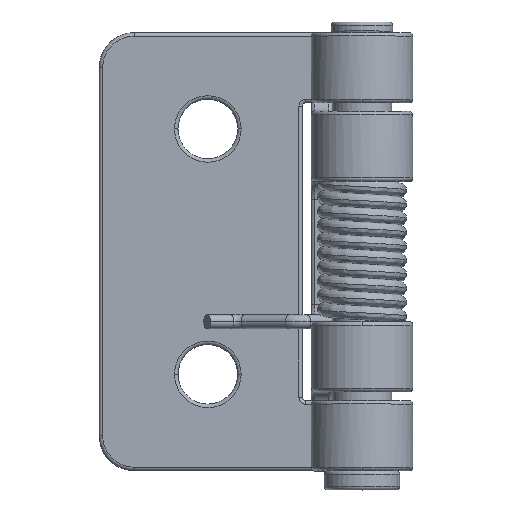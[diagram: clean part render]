
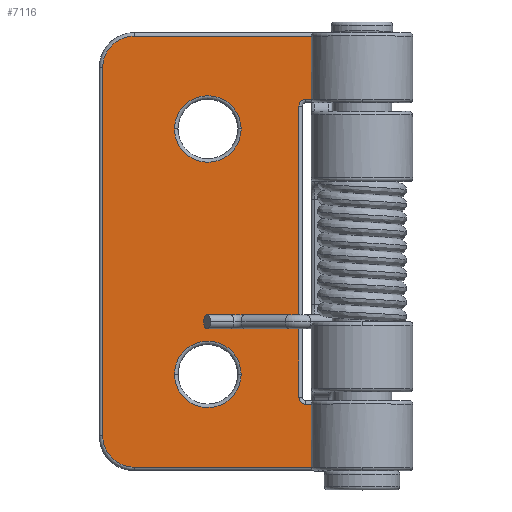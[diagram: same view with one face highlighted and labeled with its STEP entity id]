
A CAD part, top view. The second image highlights one B-rep face of the part: STEP entity #7116.
In plain terms, the highlighted planar face has unit normal (0, 0, 1).
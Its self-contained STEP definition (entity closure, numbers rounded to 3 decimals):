
#194 = VERTEX_POINT ( 'NONE', #8541 ) ;
#203 = VERTEX_POINT ( 'NONE', #8532 ) ;
#209 = EDGE_CURVE ( 'NONE', #194, #203, #8517, .T. ) ;
#293 = EDGE_CURVE ( 'NONE', #7105, #6747, #8676, .T. ) ;
#302 = EDGE_LOOP ( 'NONE', ( #7117, #7132 ) ) ;
#309 = EDGE_LOOP ( 'NONE', ( #7120, #7118 ) ) ;
#2690 = DIRECTION ( 'NONE',  ( 0., -1., 0. ) ) ;
#2691 = VECTOR ( 'NONE', #2690, 1000. ) ;
#3660 = CARTESIAN_POINT ( 'NONE',  ( -8.75, 10.5, 1.2 ) ) ;
#4214 = DIRECTION ( 'NONE',  ( -1., 0., 0. ) ) ;
#4216 = CARTESIAN_POINT ( 'NONE',  ( 6.05, 12.5, 1.2 ) ) ;
#4217 = LINE ( 'NONE', #4216, #2691 ) ;
#4220 = CARTESIAN_POINT ( 'NONE',  ( 0., -8.7, 1.2 ) ) ;
#4221 = LINE ( 'NONE', #4220, #4231 ) ;
#4222 = CARTESIAN_POINT ( 'NONE',  ( 6.05, -12.3, 1.2 ) ) ;
#4231 = VECTOR ( 'NONE', #4214, 1000. ) ;
#4244 = FACE_BOUND ( 'NONE', #302, .T. ) ;
#4245 = DIRECTION ( 'NONE',  ( 0., -1., 0. ) ) ;
#4246 = VECTOR ( 'NONE', #4245, 1000. ) ;
#4247 = CARTESIAN_POINT ( 'NONE',  ( -6.95, -10.5, 1.2 ) ) ;
#4253 = CARTESIAN_POINT ( 'NONE',  ( -8.75, 12.5, 1.2 ) ) ;
#4254 = CARTESIAN_POINT ( 'NONE',  ( 0., 12.5, 1.2 ) ) ;
#4255 = LINE ( 'NONE', #4253, #4246 ) ;
#4256 = CARTESIAN_POINT ( 'NONE',  ( -8.75, -10.5, 1.2 ) ) ;
#4257 = DIRECTION ( 'NONE',  ( 0., 1., 0. ) ) ;
#4258 = VECTOR ( 'NONE', #4257, 1000. ) ;
#4259 = CARTESIAN_POINT ( 'NONE',  ( 2.45, 12.5, 1.2 ) ) ;
#4260 = LINE ( 'NONE', #4259, #4258 ) ;
#4261 = CARTESIAN_POINT ( 'NONE',  ( -6.95, 12.3, 1.2 ) ) ;
#4262 = CARTESIAN_POINT ( 'NONE',  ( 2.45, -8.3, 1.2 ) ) ;
#4263 = CIRCLE ( 'NONE', #4271, 1.8 ) ;
#4264 = DIRECTION ( 'NONE',  ( -1., 0., 0. ) ) ;
#4265 = DIRECTION ( 'NONE',  ( 0., 0., 1. ) ) ;
#4266 = CARTESIAN_POINT ( 'NONE',  ( 2.85, -8.3, 1.2 ) ) ;
#4267 = AXIS2_PLACEMENT_3D ( 'NONE', #4266, #4265, #4264 ) ;
#4268 = CIRCLE ( 'NONE', #4267, 0.4 ) ;
#4269 = CARTESIAN_POINT ( 'NONE',  ( 2.85, -8.7, 1.2 ) ) ;
#4270 = CARTESIAN_POINT ( 'NONE',  ( 2.85, 8.7, 1.2 ) ) ;
#4271 = AXIS2_PLACEMENT_3D ( 'NONE', #4247, #4307, #4306 ) ;
#4272 = CARTESIAN_POINT ( 'NONE',  ( 2.45, 8.3, 1.2 ) ) ;
#4277 = CARTESIAN_POINT ( 'NONE',  ( -2.75, 7., 1.2 ) ) ;
#4289 = DIRECTION ( 'NONE',  ( -1., 0., 0. ) ) ;
#4290 = DIRECTION ( 'NONE',  ( 0., 0., -1. ) ) ;
#4291 = CARTESIAN_POINT ( 'NONE',  ( -2.75, -7., 1.2 ) ) ;
#4292 = AXIS2_PLACEMENT_3D ( 'NONE', #4291, #4290, #4289 ) ;
#4295 = DIRECTION ( 'NONE',  ( -1., 0., 0. ) ) ;
#4296 = DIRECTION ( 'NONE',  ( 0., 0., -1. ) ) ;
#4297 = CARTESIAN_POINT ( 'NONE',  ( -6.95, -12.3, 1.2 ) ) ;
#4299 = CIRCLE ( 'NONE', #4292, 1.9 ) ;
#4300 = PLANE ( 'NONE',  #4309 ) ;
#4301 = FACE_BOUND ( 'NONE', #309, .T. ) ;
#4302 = DIRECTION ( 'NONE',  ( -1., 0., 0. ) ) ;
#4303 = VECTOR ( 'NONE', #4302, 1000. ) ;
#4304 = CARTESIAN_POINT ( 'NONE',  ( 0., 12.3, 1.2 ) ) ;
#4305 = LINE ( 'NONE', #4304, #4303 ) ;
#4306 = DIRECTION ( 'NONE',  ( -1., 0., 0. ) ) ;
#4307 = DIRECTION ( 'NONE',  ( 0., 0., 1. ) ) ;
#4309 = AXIS2_PLACEMENT_3D ( 'NONE', #4254, #4296, #4295 ) ;
#4310 = FACE_OUTER_BOUND ( 'NONE', #7122, .T. ) ;
#4329 = DIRECTION ( 'NONE',  ( -1., 0., 0. ) ) ;
#4331 = DIRECTION ( 'NONE',  ( 0., 0., -1. ) ) ;
#4332 = AXIS2_PLACEMENT_3D ( 'NONE', #4277, #4331, #4329 ) ;
#4333 = CIRCLE ( 'NONE', #4332, 1.9 ) ;
#4342 = CARTESIAN_POINT ( 'NONE',  ( 2.85, 8.3, 1.2 ) ) ;
#4344 = DIRECTION ( 'NONE',  ( 1., 0., 0. ) ) ;
#4345 = CARTESIAN_POINT ( 'NONE',  ( 0., 8.7, 1.2 ) ) ;
#4356 = CIRCLE ( 'NONE', #4412, 0.4 ) ;
#4360 = LINE ( 'NONE', #4345, #4407 ) ;
#4386 = DIRECTION ( 'NONE',  ( 1., 0., 0. ) ) ;
#4387 = VECTOR ( 'NONE', #4386, 1000. ) ;
#4390 = CARTESIAN_POINT ( 'NONE',  ( 6.05, -8.7, 1.2 ) ) ;
#4396 = CARTESIAN_POINT ( 'NONE',  ( 0., -12.3, 1.2 ) ) ;
#4397 = LINE ( 'NONE', #4396, #4387 ) ;
#4407 = VECTOR ( 'NONE', #4344, 1000. ) ;
#4410 = DIRECTION ( 'NONE',  ( -1., 0., 0. ) ) ;
#4411 = DIRECTION ( 'NONE',  ( 0., 0., 1. ) ) ;
#4412 = AXIS2_PLACEMENT_3D ( 'NONE', #4342, #4411, #4410 ) ;
#5582 = CIRCLE ( 'NONE', #5590, 1.9 ) ;
#5583 = CARTESIAN_POINT ( 'NONE',  ( -2.75, 7., 1.2 ) ) ;
#5590 = AXIS2_PLACEMENT_3D ( 'NONE', #5583, #5639, #5638 ) ;
#5611 = CIRCLE ( 'NONE', #5670, 1.9 ) ;
#5618 = CARTESIAN_POINT ( 'NONE',  ( -4.65, 7., 1.2 ) ) ;
#5638 = DIRECTION ( 'NONE',  ( -1., 0., 0. ) ) ;
#5639 = DIRECTION ( 'NONE',  ( 0., 0., -1. ) ) ;
#5667 = DIRECTION ( 'NONE',  ( -1., 0., 0. ) ) ;
#5668 = DIRECTION ( 'NONE',  ( 0., 0., -1. ) ) ;
#5669 = CARTESIAN_POINT ( 'NONE',  ( -2.75, -7., 1.2 ) ) ;
#5670 = AXIS2_PLACEMENT_3D ( 'NONE', #5669, #5668, #5667 ) ;
#5671 = CARTESIAN_POINT ( 'NONE',  ( -4.65, -7., 1.2 ) ) ;
#5672 = CARTESIAN_POINT ( 'NONE',  ( -0.85, -7., 1.2 ) ) ;
#5724 = CARTESIAN_POINT ( 'NONE',  ( -0.85, 7., 1.2 ) ) ;
#6747 = VERTEX_POINT ( 'NONE', #3660 ) ;
#6763 = ORIENTED_EDGE ( 'NONE', *, *, #7112, .T. ) ;
#6904 = ORIENTED_EDGE ( 'NONE', *, *, #7174, .T. ) ;
#7088 = ORIENTED_EDGE ( 'NONE', *, *, #7099, .F. ) ;
#7090 = VERTEX_POINT ( 'NONE', #4222 ) ;
#7091 = ORIENTED_EDGE ( 'NONE', *, *, #7093, .T. ) ;
#7092 = ORIENTED_EDGE ( 'NONE', *, *, #7094, .F. ) ;
#7093 = EDGE_CURVE ( 'NONE', #7175, #7098, #4221, .T. ) ;
#7094 = EDGE_CURVE ( 'NONE', #7175, #7090, #4217, .T. ) ;
#7095 = ORIENTED_EDGE ( 'NONE', *, *, #7161, .F. ) ;
#7097 = VERTEX_POINT ( 'NONE', #4270 ) ;
#7098 = VERTEX_POINT ( 'NONE', #4269 ) ;
#7099 = EDGE_CURVE ( 'NONE', #7104, #7098, #4268, .T. ) ;
#7100 = VERTEX_POINT ( 'NONE', #4272 ) ;
#7101 = ORIENTED_EDGE ( 'NONE', *, *, #7102, .T. ) ;
#7102 = EDGE_CURVE ( 'NONE', #7104, #7100, #4260, .T. ) ;
#7104 = VERTEX_POINT ( 'NONE', #4262 ) ;
#7105 = VERTEX_POINT ( 'NONE', #4261 ) ;
#7106 = VERTEX_POINT ( 'NONE', #4256 ) ;
#7108 = ORIENTED_EDGE ( 'NONE', *, *, #293, .T. ) ;
#7110 = EDGE_CURVE ( 'NONE', #6747, #7106, #4255, .T. ) ;
#7111 = ORIENTED_EDGE ( 'NONE', *, *, #7110, .T. ) ;
#7112 = EDGE_CURVE ( 'NONE', #7106, #7124, #4263, .T. ) ;
#7113 = EDGE_CURVE ( 'NONE', #194, #7105, #4305, .T. ) ;
#7116 = ADVANCED_FACE ( 'NONE', ( #4244, #4301, #4310 ), #4300, .F. ) ;
#7117 = ORIENTED_EDGE ( 'NONE', *, *, #7849, .T. ) ;
#7118 = ORIENTED_EDGE ( 'NONE', *, *, #7119, .T. ) ;
#7119 = EDGE_CURVE ( 'NONE', #7870, #7871, #4299, .T. ) ;
#7120 = ORIENTED_EDGE ( 'NONE', *, *, #7868, .T. ) ;
#7121 = ORIENTED_EDGE ( 'NONE', *, *, #7113, .T. ) ;
#7122 = EDGE_LOOP ( 'NONE', ( #7123, #7121, #7108, #7111, #6763, #6904, #7092, #7091, #7088, #7101, #7095, #7164 ) ) ;
#7123 = ORIENTED_EDGE ( 'NONE', *, *, #209, .F. ) ;
#7124 = VERTEX_POINT ( 'NONE', #4297 ) ;
#7132 = ORIENTED_EDGE ( 'NONE', *, *, #7133, .T. ) ;
#7133 = EDGE_CURVE ( 'NONE', #7922, #7866, #4333, .T. ) ;
#7161 = EDGE_CURVE ( 'NONE', #7097, #7100, #4356, .T. ) ;
#7164 = ORIENTED_EDGE ( 'NONE', *, *, #7165, .T. ) ;
#7165 = EDGE_CURVE ( 'NONE', #7097, #203, #4360, .T. ) ;
#7174 = EDGE_CURVE ( 'NONE', #7124, #7090, #4397, .T. ) ;
#7175 = VERTEX_POINT ( 'NONE', #4390 ) ;
#7849 = EDGE_CURVE ( 'NONE', #7866, #7922, #5582, .T. ) ;
#7866 = VERTEX_POINT ( 'NONE', #5618 ) ;
#7868 = EDGE_CURVE ( 'NONE', #7871, #7870, #5611, .T. ) ;
#7870 = VERTEX_POINT ( 'NONE', #5672 ) ;
#7871 = VERTEX_POINT ( 'NONE', #5671 ) ;
#7922 = VERTEX_POINT ( 'NONE', #5724 ) ;
#8514 = DIRECTION ( 'NONE',  ( 0., -1., 0. ) ) ;
#8515 = VECTOR ( 'NONE', #8514, 1000. ) ;
#8516 = CARTESIAN_POINT ( 'NONE',  ( 6.05, 12.5, 1.2 ) ) ;
#8517 = LINE ( 'NONE', #8516, #8515 ) ;
#8532 = CARTESIAN_POINT ( 'NONE',  ( 6.05, 8.7, 1.2 ) ) ;
#8541 = CARTESIAN_POINT ( 'NONE',  ( 6.05, 12.3, 1.2 ) ) ;
#8673 = DIRECTION ( 'NONE',  ( -1., 0., 0. ) ) ;
#8674 = DIRECTION ( 'NONE',  ( 0., 0., 1. ) ) ;
#8675 = AXIS2_PLACEMENT_3D ( 'NONE', #8680, #8674, #8673 ) ;
#8676 = CIRCLE ( 'NONE', #8675, 1.8 ) ;
#8680 = CARTESIAN_POINT ( 'NONE',  ( -6.95, 10.5, 1.2 ) ) ;
